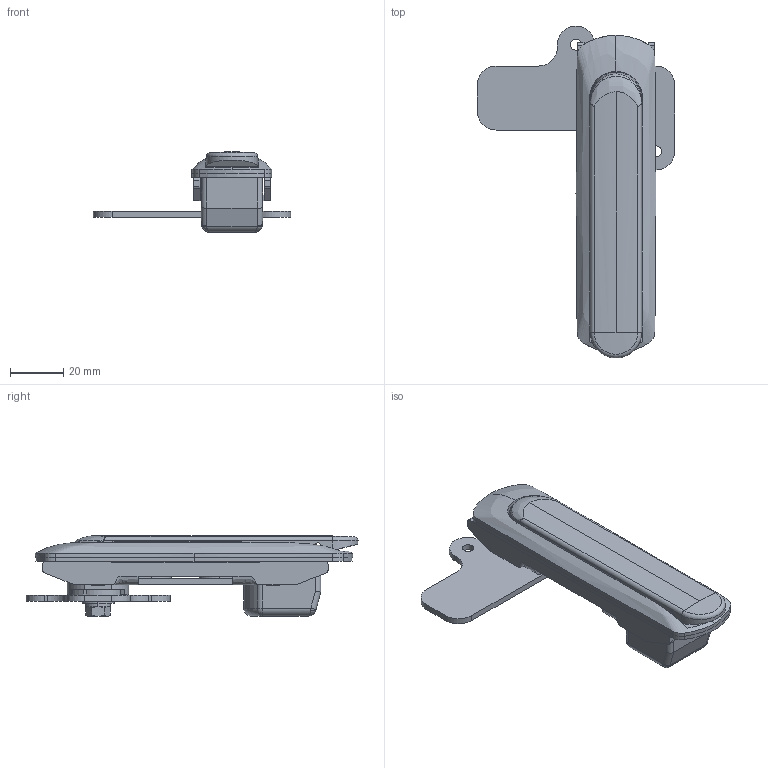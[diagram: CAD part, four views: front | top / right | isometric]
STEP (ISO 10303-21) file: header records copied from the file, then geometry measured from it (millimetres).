
FILE_DESCRIPTION (( 'STEP AP203' ), '1' );
FILE_NAME ('A-464-C-2-2.STEP', '2021-05-07T00:53:49', ( '' ), ( '' ), 'SwSTEP 2.0', 'SolidWorks 2018', '' );
FILE_SCHEMA (( 'CONFIG_CONTROL_DESIGN' ));
Length unit declared in the file: millimetre
Products named in the file (10): A-464-C-2-2_body_; A-464-C-2-2_fixing plate_; A-464-C-2-2_packing_; A-464-C-2-2_shaft_; A-464-C-2-2_stopper plate__AC25-E-4_後加工; A-464-C-2-2_hex head bolt_ver1.06__M5x10十字穴付六角ボルト(鉄)ダブルセムス(P3)旧JIS; A-464-C-2-2_stopper_; A-464-C-2-2_handle_; A-464-C-2-2; A-464-C-2-2_cross-recessed head machine screw_ver1.05__M4x8十字穴付なべ小ねじ(鉄)
Assembly tree (10 placements, depth 2):
  A-464-C-2-2
    A-464-C-2-2_body_
    A-464-C-2-2_handle_
    A-464-C-2-2_shaft_
    A-464-C-2-2_stopper_
    A-464-C-2-2_packing_
    A-464-C-2-2_fixing plate_
    A-464-C-2-2_stopper plate__AC25-E-4_後加工
    A-464-C-2-2_hex head bolt_ver1.06__M5x10十字穴付六角ボルト(鉄)ダブルセムス(P3)旧JIS
    A-464-C-2-2_cross-recessed head machine screw_ver1.05__M4x8十字穴付なべ小ねじ(鉄)  x2
Bounding box: 74 x 124.5 x 30.1 mm (x, y, z)
Volume: 52553.6 mm3; surface area: 38673.9 mm2
Topology: 11 solids, 11 shells, 531 faces, 1409 edges, 906 vertices
Faces by surface type: plane 246, cylinder 189, cone 38, bspline 33, torus 16, sphere 9
Entity records: 19375 total; most frequent: CARTESIAN_POINT 6118, ORIENTED_EDGE 2628, DIRECTION 2483, EDGE_CURVE 1314, AXIS2_PLACEMENT_3D 892, VERTEX_POINT 850, LINE 699, VECTOR 699
